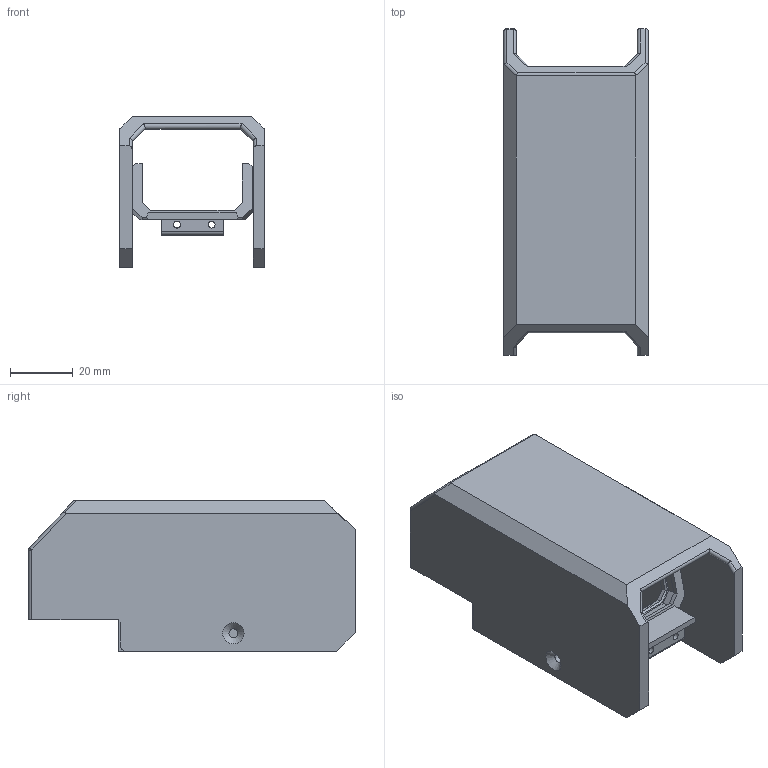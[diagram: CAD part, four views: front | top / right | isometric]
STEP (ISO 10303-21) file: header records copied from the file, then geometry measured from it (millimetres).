
FILE_DESCRIPTION(/* description */ (''),/* implementation_level */ '2;1');
FILE_NAME(/* name */ 'NEW-B1.stp',/* time_stamp */ '2025-09-12T18:50:22+08:00',/* author */ (''),/* organization */ (''),/* preprocessor_version */ 'ST-DEVELOPER v15.2',/* originating_system */ 'Autodesk Translator Framework v2.0.0.5431',/* authorisation */ '');
FILE_SCHEMA (('AUTOMOTIVE_DESIGN { 1 0 10303 214 3 1 1 }'));
Length unit declared in the file: centimetre
Products named in the file (1): new-B1
Bounding box: 46 x 104 x 48 mm (x, y, z)
Volume: 47995.2 mm3; surface area: 27334 mm2
Topology: 2 solids, 2 shells, 123 faces, 338 edges, 219 vertices
Faces by surface type: plane 85, cylinder 28, cone 6, sphere 2, bspline 2
Full cylindrical faces by diameter (mm): 2.8 x3
Entity records: 4082 total; most frequent: CARTESIAN_POINT 912, ORIENTED_EDGE 662, DIRECTION 629, EDGE_CURVE 331, LINE 257, VECTOR 257, VERTEX_POINT 219, AXIS2_PLACEMENT_3D 186
